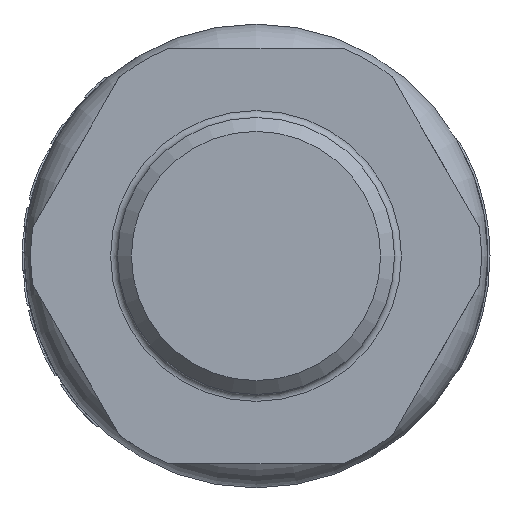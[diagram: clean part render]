
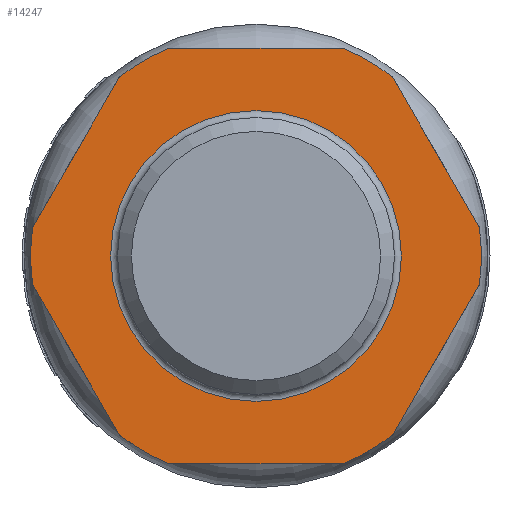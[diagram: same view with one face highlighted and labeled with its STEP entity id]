
A CAD part, left-side view. The second image highlights one B-rep face of the part: STEP entity #14247.
In plain terms, the highlighted planar face has unit normal (-1, 0, 0).
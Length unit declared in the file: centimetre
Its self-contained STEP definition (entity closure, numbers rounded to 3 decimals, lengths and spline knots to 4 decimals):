
#806=FACE_BOUND('',#3568,.T.);
#1379=CIRCLE('',#15674,1.6265);
#1380=CIRCLE('',#15677,1.6265);
#1381=CIRCLE('',#15680,1.6265);
#1382=CIRCLE('',#15683,1.6265);
#1383=CIRCLE('',#15688,1.6265);
#1384=CIRCLE('',#15690,1.6265);
#1385=CIRCLE('',#15691,1.05);
#2702=FACE_OUTER_BOUND('',#3567,.T.);
#3567=EDGE_LOOP('',(#12098,#12099,#12100,#12101,#12102,#12103,#12104,#12105,
#12106,#12107,#12108,#12109));
#3568=EDGE_LOOP('',(#12110));
#4318=LINE('',#27813,#4970);
#4321=LINE('',#27821,#4973);
#4324=LINE('',#27829,#4976);
#4327=LINE('',#27838,#4979);
#4329=LINE('',#27842,#4981);
#4332=LINE('',#27847,#4984);
#4970=VECTOR('',#19086,1.);
#4973=VECTOR('',#19095,1.);
#4976=VECTOR('',#19104,1.);
#4979=VECTOR('',#19113,1.);
#4981=VECTOR('',#19117,1.);
#4984=VECTOR('',#19122,1.);
#6256=VERTEX_POINT('',#27805);
#6257=VERTEX_POINT('',#27807);
#6258=VERTEX_POINT('',#27811);
#6259=VERTEX_POINT('',#27815);
#6260=VERTEX_POINT('',#27819);
#6261=VERTEX_POINT('',#27823);
#6262=VERTEX_POINT('',#27827);
#6263=VERTEX_POINT('',#27831);
#6264=VERTEX_POINT('',#27835);
#6265=VERTEX_POINT('',#27837);
#6266=VERTEX_POINT('',#27841);
#6267=VERTEX_POINT('',#27845);
#6268=VERTEX_POINT('',#27852);
#8226=EDGE_CURVE('',#6256,#6257,#1379,.T.);
#8229=EDGE_CURVE('',#6256,#6258,#4318,.T.);
#8231=EDGE_CURVE('',#6259,#6258,#1380,.T.);
#8233=EDGE_CURVE('',#6259,#6260,#4321,.T.);
#8235=EDGE_CURVE('',#6261,#6260,#1381,.T.);
#8237=EDGE_CURVE('',#6261,#6262,#4324,.T.);
#8239=EDGE_CURVE('',#6263,#6262,#1382,.T.);
#8241=EDGE_CURVE('',#6265,#6264,#4327,.T.);
#8243=EDGE_CURVE('',#6266,#6257,#4329,.T.);
#8246=EDGE_CURVE('',#6263,#6267,#4332,.T.);
#8247=EDGE_CURVE('',#6265,#6267,#1383,.T.);
#8248=EDGE_CURVE('',#6266,#6264,#1384,.T.);
#8249=EDGE_CURVE('',#6268,#6268,#1385,.T.);
#12098=ORIENTED_EDGE('',*,*,#8241,.T.);
#12099=ORIENTED_EDGE('',*,*,#8248,.F.);
#12100=ORIENTED_EDGE('',*,*,#8243,.T.);
#12101=ORIENTED_EDGE('',*,*,#8226,.F.);
#12102=ORIENTED_EDGE('',*,*,#8229,.T.);
#12103=ORIENTED_EDGE('',*,*,#8231,.F.);
#12104=ORIENTED_EDGE('',*,*,#8233,.T.);
#12105=ORIENTED_EDGE('',*,*,#8235,.F.);
#12106=ORIENTED_EDGE('',*,*,#8237,.T.);
#12107=ORIENTED_EDGE('',*,*,#8239,.F.);
#12108=ORIENTED_EDGE('',*,*,#8246,.T.);
#12109=ORIENTED_EDGE('',*,*,#8247,.F.);
#12110=ORIENTED_EDGE('',*,*,#8249,.T.);
#12733=PLANE('',#15689);
#14247=ADVANCED_FACE('',(#2702,#806),#12733,.T.);
#15674=AXIS2_PLACEMENT_3D('',#27808,#19080,#19081);
#15677=AXIS2_PLACEMENT_3D('',#27817,#19090,#19091);
#15680=AXIS2_PLACEMENT_3D('',#27825,#19099,#19100);
#15683=AXIS2_PLACEMENT_3D('',#27833,#19108,#19109);
#15688=AXIS2_PLACEMENT_3D('',#27849,#19125,#19126);
#15689=AXIS2_PLACEMENT_3D('',#27850,#19127,#19128);
#15690=AXIS2_PLACEMENT_3D('',#27851,#19129,#19130);
#15691=AXIS2_PLACEMENT_3D('',#27853,#19131,#19132);
#19080=DIRECTION('center_axis',(1.,0.,0.));
#19081=DIRECTION('ref_axis',(0.,0.,
1.));
#19086=DIRECTION('',(0.,0.5,-0.866));
#19090=DIRECTION('center_axis',(1.,0.,0.));
#19091=DIRECTION('ref_axis',(0.,0.,
1.));
#19095=DIRECTION('',(0.,-0.5,-0.866));
#19099=DIRECTION('center_axis',(1.,0.,0.));
#19100=DIRECTION('ref_axis',(0.,0.,
1.));
#19104=DIRECTION('',(0.,-1.,0.));
#19108=DIRECTION('center_axis',(1.,0.,0.));
#19109=DIRECTION('ref_axis',(0.,0.,
1.));
#19113=DIRECTION('',(0.,0.5,0.866));
#19117=DIRECTION('',(0.,1.,0.));
#19122=DIRECTION('',(0.,-0.5,0.866));
#19125=DIRECTION('center_axis',(1.,0.,0.));
#19126=DIRECTION('ref_axis',(0.,0.,
1.));
#19127=DIRECTION('center_axis',(-1.,0.,0.));
#19128=DIRECTION('ref_axis',(0.,0.,
-1.));
#19129=DIRECTION('center_axis',(1.,0.,0.));
#19130=DIRECTION('ref_axis',(0.,0.,
1.));
#19131=DIRECTION('center_axis',(1.,0.,0.));
#19132=DIRECTION('ref_axis',(0.,0.,
1.));
#27805=CARTESIAN_POINT('',(-4.718,0.9846,1.2946));
#27807=CARTESIAN_POINT('',(-4.718,0.6289,1.5));
#27808=CARTESIAN_POINT('Origin',(-4.718,0.,
0.));
#27811=CARTESIAN_POINT('',(-4.718,1.6135,0.2054));
#27813=CARTESIAN_POINT('',(-4.718,0.9385,1.3745));
#27815=CARTESIAN_POINT('',(-4.718,1.6135,-0.2054));
#27817=CARTESIAN_POINT('Origin',(-4.718,0.,
0.));
#27819=CARTESIAN_POINT('',(-4.718,0.9846,-1.2946));
#27821=CARTESIAN_POINT('',(-4.718,1.2529,-0.8298));
#27823=CARTESIAN_POINT('',(-4.718,0.6289,-1.5));
#27825=CARTESIAN_POINT('Origin',(-4.718,0.,
0.));
#27827=CARTESIAN_POINT('',(-4.718,-0.6289,-1.5));
#27829=CARTESIAN_POINT('',(-4.718,-0.4988,-1.5));
#27831=CARTESIAN_POINT('',(-4.718,-0.9846,-1.2946));
#27833=CARTESIAN_POINT('Origin',(-4.718,0.,
0.));
#27835=CARTESIAN_POINT('',(-4.718,-0.9846,1.2946));
#27837=CARTESIAN_POINT('',(-4.718,-1.6135,0.2054));
#27838=CARTESIAN_POINT('',(-4.718,-1.6596,0.1255));
#27841=CARTESIAN_POINT('',(-4.718,-0.6289,1.5));
#27842=CARTESIAN_POINT('',(-4.718,-1.1277,1.5));
#27845=CARTESIAN_POINT('',(-4.718,-1.6135,-0.2054));
#27847=CARTESIAN_POINT('',(-4.718,-1.3451,-0.6702));
#27849=CARTESIAN_POINT('Origin',(-4.718,0.,
0.));
#27850=CARTESIAN_POINT('Origin',(-4.718,-1.6265,0.));
#27851=CARTESIAN_POINT('Origin',(-4.718,0.,
0.));
#27852=CARTESIAN_POINT('',(-4.718,-1.05,0.));
#27853=CARTESIAN_POINT('Origin',(-4.718,0.,
0.));
